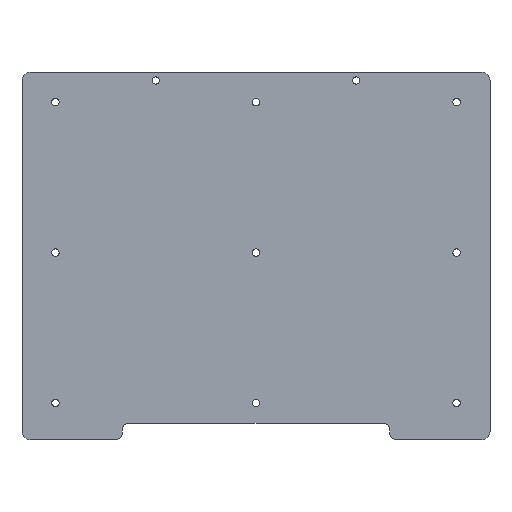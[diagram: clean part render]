
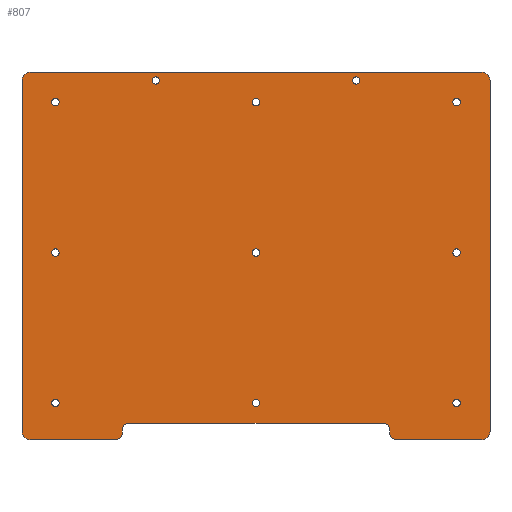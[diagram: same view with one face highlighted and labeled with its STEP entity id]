
A CAD part, front view. The second image highlights one B-rep face of the part: STEP entity #807.
In plain terms, the highlighted planar face has unit normal (0, -1, 0).
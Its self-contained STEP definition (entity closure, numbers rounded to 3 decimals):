
#26=FACE_BOUND('',#149,.T.);
#27=FACE_BOUND('',#150,.T.);
#28=FACE_BOUND('',#151,.T.);
#29=FACE_BOUND('',#152,.T.);
#30=FACE_BOUND('',#153,.T.);
#31=FACE_BOUND('',#154,.T.);
#32=FACE_BOUND('',#155,.T.);
#33=FACE_BOUND('',#156,.T.);
#34=FACE_BOUND('',#157,.T.);
#35=FACE_BOUND('',#158,.T.);
#36=FACE_BOUND('',#159,.T.);
#44=PLANE('',#928);
#99=FACE_OUTER_BOUND('',#148,.T.);
#148=EDGE_LOOP('',(#722,#723,#724,#725,#726,#727,#728,#729,#730,#731,#732,
#733,#734,#735,#736,#737));
#149=EDGE_LOOP('',(#738));
#150=EDGE_LOOP('',(#739));
#151=EDGE_LOOP('',(#740));
#152=EDGE_LOOP('',(#741));
#153=EDGE_LOOP('',(#742));
#154=EDGE_LOOP('',(#743));
#155=EDGE_LOOP('',(#744));
#156=EDGE_LOOP('',(#745));
#157=EDGE_LOOP('',(#746));
#158=EDGE_LOOP('',(#747));
#159=EDGE_LOOP('',(#748));
#186=LINE('',#1336,#238);
#189=LINE('',#1347,#241);
#199=LINE('',#1384,#251);
#201=LINE('',#1391,#253);
#204=LINE('',#1397,#256);
#208=LINE('',#1406,#260);
#211=LINE('',#1419,#263);
#212=LINE('',#1423,#264);
#238=VECTOR('',#1093,10.);
#241=VECTOR('',#1104,10.);
#251=VECTOR('',#1138,10.);
#253=VECTOR('',#1146,10.);
#256=VECTOR('',#1151,10.);
#260=VECTOR('',#1161,10.);
#263=VECTOR('',#1178,10.);
#264=VECTOR('',#1181,10.);
#272=CIRCLE('',#838,2.25);
#277=CIRCLE('',#845,2.25);
#282=CIRCLE('',#852,2.25);
#287=CIRCLE('',#859,2.25);
#292=CIRCLE('',#866,2.25);
#297=CIRCLE('',#873,2.25);
#302=CIRCLE('',#880,2.25);
#307=CIRCLE('',#887,2.25);
#312=CIRCLE('',#894,2.25);
#314=CIRCLE('',#897,4.);
#315=CIRCLE('',#900,4.);
#325=CIRCLE('',#913,4.);
#326=CIRCLE('',#916,4.);
#327=CIRCLE('',#920,5.);
#328=CIRCLE('',#923,5.);
#329=CIRCLE('',#925,2.15);
#330=CIRCLE('',#927,2.15);
#331=CIRCLE('',#929,5.);
#332=CIRCLE('',#930,5.);
#337=VERTEX_POINT('',#1207);
#342=VERTEX_POINT('',#1221);
#347=VERTEX_POINT('',#1235);
#352=VERTEX_POINT('',#1249);
#357=VERTEX_POINT('',#1263);
#362=VERTEX_POINT('',#1277);
#367=VERTEX_POINT('',#1291);
#372=VERTEX_POINT('',#1305);
#377=VERTEX_POINT('',#1319);
#380=VERTEX_POINT('',#1326);
#381=VERTEX_POINT('',#1328);
#383=VERTEX_POINT('',#1334);
#384=VERTEX_POINT('',#1338);
#385=VERTEX_POINT('',#1339);
#401=VERTEX_POINT('',#1378);
#402=VERTEX_POINT('',#1382);
#403=VERTEX_POINT('',#1386);
#404=VERTEX_POINT('',#1390);
#405=VERTEX_POINT('',#1394);
#406=VERTEX_POINT('',#1396);
#407=VERTEX_POINT('',#1400);
#408=VERTEX_POINT('',#1404);
#409=VERTEX_POINT('',#1410);
#410=VERTEX_POINT('',#1414);
#411=VERTEX_POINT('',#1418);
#412=VERTEX_POINT('',#1420);
#413=VERTEX_POINT('',#1422);
#420=EDGE_CURVE('',#337,#337,#272,.T.);
#427=EDGE_CURVE('',#342,#342,#277,.T.);
#434=EDGE_CURVE('',#347,#347,#282,.T.);
#441=EDGE_CURVE('',#352,#352,#287,.T.);
#448=EDGE_CURVE('',#357,#357,#292,.T.);
#455=EDGE_CURVE('',#362,#362,#297,.T.);
#462=EDGE_CURVE('',#367,#367,#302,.T.);
#469=EDGE_CURVE('',#372,#372,#307,.T.);
#476=EDGE_CURVE('',#377,#377,#312,.T.);
#479=EDGE_CURVE('',#380,#381,#314,.T.);
#483=EDGE_CURVE('',#380,#383,#186,.T.);
#484=EDGE_CURVE('',#384,#385,#315,.T.);
#488=EDGE_CURVE('',#384,#381,#189,.T.);
#505=EDGE_CURVE('',#401,#383,#325,.T.);
#507=EDGE_CURVE('',#401,#402,#199,.T.);
#509=EDGE_CURVE('',#403,#402,#326,.T.);
#510=EDGE_CURVE('',#404,#385,#201,.T.);
#513=EDGE_CURVE('',#406,#405,#204,.T.);
#516=EDGE_CURVE('',#405,#407,#327,.T.);
#518=EDGE_CURVE('',#407,#408,#208,.T.);
#519=EDGE_CURVE('',#408,#404,#328,.T.);
#521=EDGE_CURVE('',#409,#409,#329,.T.);
#523=EDGE_CURVE('',#410,#410,#330,.T.);
#524=EDGE_CURVE('',#403,#411,#211,.T.);
#525=EDGE_CURVE('',#411,#412,#331,.T.);
#526=EDGE_CURVE('',#412,#413,#212,.T.);
#527=EDGE_CURVE('',#413,#406,#332,.T.);
#722=ORIENTED_EDGE('',*,*,#484,.F.);
#723=ORIENTED_EDGE('',*,*,#488,.T.);
#724=ORIENTED_EDGE('',*,*,#479,.F.);
#725=ORIENTED_EDGE('',*,*,#483,.T.);
#726=ORIENTED_EDGE('',*,*,#505,.F.);
#727=ORIENTED_EDGE('',*,*,#507,.T.);
#728=ORIENTED_EDGE('',*,*,#509,.F.);
#729=ORIENTED_EDGE('',*,*,#524,.T.);
#730=ORIENTED_EDGE('',*,*,#525,.T.);
#731=ORIENTED_EDGE('',*,*,#526,.T.);
#732=ORIENTED_EDGE('',*,*,#527,.T.);
#733=ORIENTED_EDGE('',*,*,#513,.T.);
#734=ORIENTED_EDGE('',*,*,#516,.T.);
#735=ORIENTED_EDGE('',*,*,#518,.T.);
#736=ORIENTED_EDGE('',*,*,#519,.T.);
#737=ORIENTED_EDGE('',*,*,#510,.T.);
#738=ORIENTED_EDGE('',*,*,#420,.T.);
#739=ORIENTED_EDGE('',*,*,#427,.T.);
#740=ORIENTED_EDGE('',*,*,#434,.T.);
#741=ORIENTED_EDGE('',*,*,#441,.T.);
#742=ORIENTED_EDGE('',*,*,#448,.T.);
#743=ORIENTED_EDGE('',*,*,#455,.T.);
#744=ORIENTED_EDGE('',*,*,#462,.T.);
#745=ORIENTED_EDGE('',*,*,#469,.T.);
#746=ORIENTED_EDGE('',*,*,#476,.T.);
#747=ORIENTED_EDGE('',*,*,#521,.T.);
#748=ORIENTED_EDGE('',*,*,#523,.T.);
#807=ADVANCED_FACE('',(#99,#26,#27,#28,#29,#30,#31,#32,#33,#34,#35,#36),
#44,.T.);
#838=AXIS2_PLACEMENT_3D('',#1209,#951,#952);
#845=AXIS2_PLACEMENT_3D('',#1223,#967,#968);
#852=AXIS2_PLACEMENT_3D('',#1237,#983,#984);
#859=AXIS2_PLACEMENT_3D('',#1251,#999,#1000);
#866=AXIS2_PLACEMENT_3D('',#1265,#1015,#1016);
#873=AXIS2_PLACEMENT_3D('',#1279,#1031,#1032);
#880=AXIS2_PLACEMENT_3D('',#1293,#1047,#1048);
#887=AXIS2_PLACEMENT_3D('',#1307,#1063,#1064);
#894=AXIS2_PLACEMENT_3D('',#1321,#1079,#1080);
#897=AXIS2_PLACEMENT_3D('',#1329,#1086,#1087);
#900=AXIS2_PLACEMENT_3D('',#1340,#1096,#1097);
#913=AXIS2_PLACEMENT_3D('',#1380,#1133,#1134);
#916=AXIS2_PLACEMENT_3D('',#1388,#1142,#1143);
#920=AXIS2_PLACEMENT_3D('',#1402,#1156,#1157);
#923=AXIS2_PLACEMENT_3D('',#1408,#1164,#1165);
#925=AXIS2_PLACEMENT_3D('',#1412,#1169,#1170);
#927=AXIS2_PLACEMENT_3D('',#1416,#1174,#1175);
#928=AXIS2_PLACEMENT_3D('',#1417,#1176,#1177);
#929=AXIS2_PLACEMENT_3D('',#1421,#1179,#1180);
#930=AXIS2_PLACEMENT_3D('',#1424,#1182,#1183);
#951=DIRECTION('center_axis',(0.,1.,0.));
#952=DIRECTION('ref_axis',(1.,0.,0.));
#967=DIRECTION('center_axis',(0.,1.,0.));
#968=DIRECTION('ref_axis',(1.,0.,0.));
#983=DIRECTION('center_axis',(0.,1.,0.));
#984=DIRECTION('ref_axis',(1.,0.,0.));
#999=DIRECTION('center_axis',(0.,1.,0.));
#1000=DIRECTION('ref_axis',(1.,0.,0.));
#1015=DIRECTION('center_axis',(0.,1.,0.));
#1016=DIRECTION('ref_axis',(1.,0.,0.));
#1031=DIRECTION('center_axis',(0.,1.,0.));
#1032=DIRECTION('ref_axis',(1.,0.,0.));
#1047=DIRECTION('center_axis',(0.,1.,0.));
#1048=DIRECTION('ref_axis',(1.,0.,0.));
#1063=DIRECTION('center_axis',(0.,1.,0.));
#1064=DIRECTION('ref_axis',(1.,0.,0.));
#1079=DIRECTION('center_axis',(0.,1.,0.));
#1080=DIRECTION('ref_axis',(1.,0.,0.));
#1086=DIRECTION('center_axis',(0.,-1.,0.));
#1087=DIRECTION('ref_axis',(-0.707,0.,0.707));
#1093=DIRECTION('',(1.,0.,0.));
#1096=DIRECTION('center_axis',(0.,1.,0.));
#1097=DIRECTION('ref_axis',(0.707,0.,-0.707));
#1104=DIRECTION('',(0.,0.,1.));
#1133=DIRECTION('center_axis',(0.,-1.,0.));
#1134=DIRECTION('ref_axis',(0.707,0.,0.707));
#1138=DIRECTION('',(0.,0.,-1.));
#1142=DIRECTION('center_axis',(0.,1.,0.));
#1143=DIRECTION('ref_axis',(-0.707,0.,-0.707));
#1146=DIRECTION('',(1.,0.,0.));
#1151=DIRECTION('',(-1.,0.,0.));
#1156=DIRECTION('center_axis',(0.,-1.,0.));
#1157=DIRECTION('ref_axis',(0.,0.,1.));
#1161=DIRECTION('',(0.,0.,-1.));
#1164=DIRECTION('center_axis',(0.,-1.,0.));
#1165=DIRECTION('ref_axis',(-1.,0.,0.));
#1169=DIRECTION('center_axis',(0.,1.,0.));
#1170=DIRECTION('ref_axis',(-1.,0.,0.));
#1174=DIRECTION('center_axis',(0.,1.,0.));
#1175=DIRECTION('ref_axis',(-1.,0.,0.));
#1176=DIRECTION('center_axis',(0.,-1.,0.));
#1177=DIRECTION('ref_axis',(0.,0.,-1.));
#1178=DIRECTION('',(1.,0.,0.));
#1179=DIRECTION('center_axis',(0.,-1.,0.));
#1180=DIRECTION('ref_axis',(0.,0.,-1.));
#1181=DIRECTION('',(0.,0.,1.));
#1182=DIRECTION('center_axis',(0.,-1.,0.));
#1183=DIRECTION('ref_axis',(1.,0.,0.));
#1207=CARTESIAN_POINT('',(-262.25,-10.,112.));
#1209=CARTESIAN_POINT('Origin',(-260.,-10.,112.));
#1221=CARTESIAN_POINT('',(-142.25,-10.,202.));
#1223=CARTESIAN_POINT('Origin',(-140.,-10.,202.));
#1235=CARTESIAN_POINT('',(-142.25,-10.,22.));
#1237=CARTESIAN_POINT('Origin',(-140.,-10.,22.));
#1249=CARTESIAN_POINT('',(-22.25,-10.,112.));
#1251=CARTESIAN_POINT('Origin',(-20.,-10.,112.));
#1263=CARTESIAN_POINT('',(-22.25,-10.,22.));
#1265=CARTESIAN_POINT('Origin',(-20.,-10.,22.));
#1277=CARTESIAN_POINT('',(-22.25,-10.,202.));
#1279=CARTESIAN_POINT('Origin',(-20.,-10.,202.));
#1291=CARTESIAN_POINT('',(-142.25,-10.,112.));
#1293=CARTESIAN_POINT('Origin',(-140.,-10.,112.));
#1305=CARTESIAN_POINT('',(-262.25,-10.,22.));
#1307=CARTESIAN_POINT('Origin',(-260.,-10.,22.));
#1319=CARTESIAN_POINT('',(-262.25,-10.,202.));
#1321=CARTESIAN_POINT('Origin',(-260.,-10.,202.));
#1326=CARTESIAN_POINT('',(-216.,-10.,10.));
#1328=CARTESIAN_POINT('',(-220.,-10.,6.));
#1329=CARTESIAN_POINT('Origin',(-216.,-10.,6.));
#1334=CARTESIAN_POINT('',(-64.,-10.,10.));
#1336=CARTESIAN_POINT('',(-100.,-10.,10.));
#1338=CARTESIAN_POINT('',(-220.,-10.,4.));
#1339=CARTESIAN_POINT('',(-224.,-10.,0.));
#1340=CARTESIAN_POINT('Origin',(-224.,-10.,4.));
#1347=CARTESIAN_POINT('',(-220.,-10.,60.));
#1378=CARTESIAN_POINT('',(-60.,-10.,6.));
#1380=CARTESIAN_POINT('Origin',(-64.,-10.,6.));
#1382=CARTESIAN_POINT('',(-60.,-10.,4.));
#1384=CARTESIAN_POINT('',(-60.,-10.,55.));
#1386=CARTESIAN_POINT('',(-56.,-10.,0.));
#1388=CARTESIAN_POINT('Origin',(-56.,-10.,4.));
#1390=CARTESIAN_POINT('',(-275.,-10.,0.));
#1391=CARTESIAN_POINT('',(-275.,-10.,0.));
#1394=CARTESIAN_POINT('',(-275.,-10.,220.));
#1396=CARTESIAN_POINT('',(-5.,-10.,220.));
#1397=CARTESIAN_POINT('',(-5.,-10.,220.));
#1400=CARTESIAN_POINT('',(-280.,-10.,215.));
#1402=CARTESIAN_POINT('Origin',(-275.,-10.,215.));
#1404=CARTESIAN_POINT('',(-280.,-10.,5.));
#1406=CARTESIAN_POINT('',(-280.,-10.,215.));
#1408=CARTESIAN_POINT('Origin',(-275.,-10.,5.));
#1410=CARTESIAN_POINT('',(-197.85,-10.,215.));
#1412=CARTESIAN_POINT('Origin',(-200.,-10.,215.));
#1414=CARTESIAN_POINT('',(-77.85,-10.,215.));
#1416=CARTESIAN_POINT('Origin',(-80.,-10.,215.));
#1417=CARTESIAN_POINT('Origin',(-140.,-10.,110.));
#1418=CARTESIAN_POINT('',(-5.,-10.,0.));
#1419=CARTESIAN_POINT('',(-275.,-10.,0.));
#1420=CARTESIAN_POINT('',(0.,-10.,5.));
#1421=CARTESIAN_POINT('Origin',(-5.,-10.,5.));
#1422=CARTESIAN_POINT('',(0.,-10.,215.));
#1423=CARTESIAN_POINT('',(0.,-10.,5.));
#1424=CARTESIAN_POINT('Origin',(-5.,-10.,215.));
